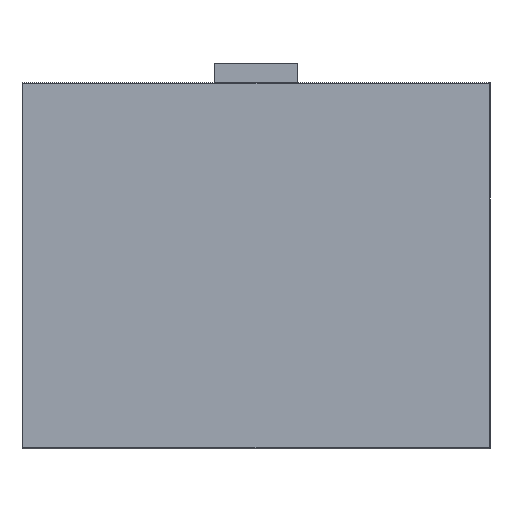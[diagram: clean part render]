
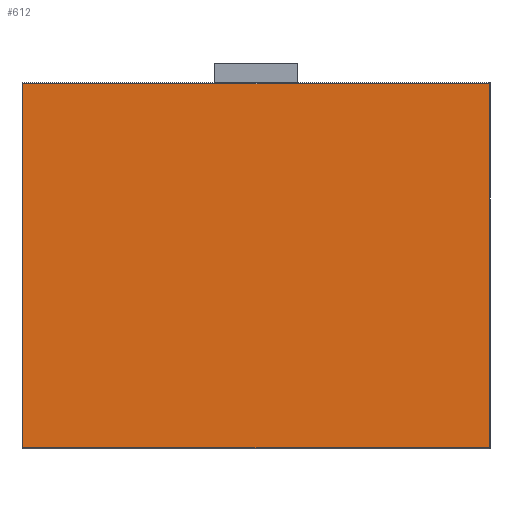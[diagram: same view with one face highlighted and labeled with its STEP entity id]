
A CAD part, front view. The second image highlights one B-rep face of the part: STEP entity #612.
In plain terms, the highlighted planar face has unit normal (0, -1, 0).
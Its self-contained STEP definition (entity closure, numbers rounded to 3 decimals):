
#82=FACE_OUTER_BOUND('',#121,.T.);
#121=EDGE_LOOP('',(#461,#462,#463,#464));
#161=LINE('',#960,#229);
#163=LINE('',#968,#231);
#165=LINE('',#974,#233);
#168=LINE('',#980,#236);
#229=VECTOR('',#771,10.);
#231=VECTOR('',#779,10.);
#233=VECTOR('',#785,10.);
#236=VECTOR('',#792,10.);
#293=VERTEX_POINT('',#958);
#294=VERTEX_POINT('',#959);
#297=VERTEX_POINT('',#967);
#299=VERTEX_POINT('',#973);
#345=EDGE_CURVE('',#293,#294,#161,.T.);
#349=EDGE_CURVE('',#294,#297,#163,.T.);
#352=EDGE_CURVE('',#297,#299,#165,.T.);
#356=EDGE_CURVE('',#299,#293,#168,.T.);
#461=ORIENTED_EDGE('',*,*,#345,.F.);
#462=ORIENTED_EDGE('',*,*,#356,.F.);
#463=ORIENTED_EDGE('',*,*,#352,.F.);
#464=ORIENTED_EDGE('',*,*,#349,.F.);
#581=PLANE('',#696);
#612=ADVANCED_FACE('',(#82),#581,.T.);
#696=AXIS2_PLACEMENT_3D('',#991,#802,#803);
#771=DIRECTION('',(-1.,0.,0.));
#779=DIRECTION('',(0.,0.,1.));
#785=DIRECTION('',(1.,0.,0.));
#792=DIRECTION('',(0.,0.,-1.));
#802=DIRECTION('center_axis',(0.,-1.,0.));
#803=DIRECTION('ref_axis',(0.,0.,-1.));
#958=CARTESIAN_POINT('',(173.84,-2.8,0.31));
#959=CARTESIAN_POINT('',(0.31,-2.8,0.31));
#960=CARTESIAN_POINT('',(43.538,-2.8,0.31));
#967=CARTESIAN_POINT('',(0.31,-2.8,135.84));
#968=CARTESIAN_POINT('',(0.31,-2.8,102.113));
#973=CARTESIAN_POINT('',(173.84,-2.8,135.84));
#974=CARTESIAN_POINT('',(130.613,-2.8,135.84));
#980=CARTESIAN_POINT('',(173.84,-2.8,34.038));
#991=CARTESIAN_POINT('Origin',(87.075,-2.8,68.075));
